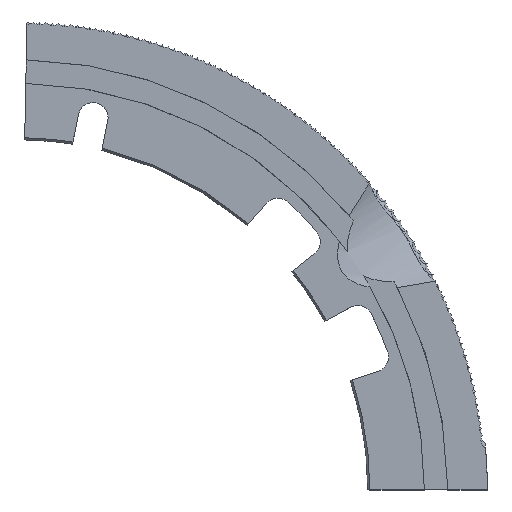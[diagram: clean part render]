
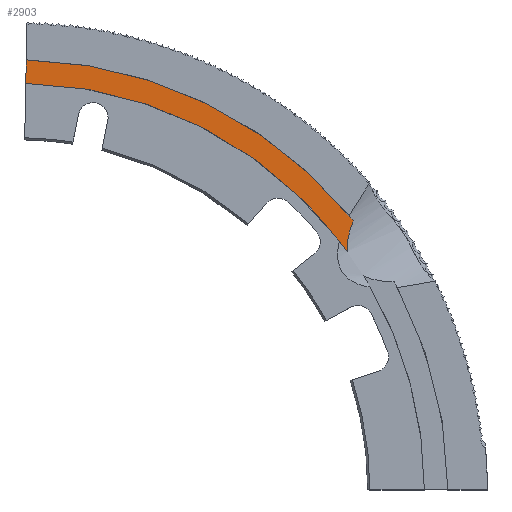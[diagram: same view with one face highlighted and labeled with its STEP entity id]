
A CAD part, top view. The second image highlights one B-rep face of the part: STEP entity #2903.
In plain terms, the highlighted planar face has unit normal (0, 0, 1).
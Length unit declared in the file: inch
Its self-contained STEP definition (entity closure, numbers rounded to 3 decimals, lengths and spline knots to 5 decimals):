
#24 = CARTESIAN_POINT ( 'NONE',  ( 4.82372, 3.48854, -0.045 ) ) ;
#58 = ORIENTED_EDGE ( 'NONE', *, *, #3359, .T. ) ;
#878 = EDGE_CURVE ( 'NONE', #6729, #3990, #2625, .T. ) ;
#943 = VERTEX_POINT ( 'NONE', #5454 ) ;
#1031 = AXIS2_PLACEMENT_3D ( 'NONE', #1128, #1097, #5825 ) ;
#1097 = DIRECTION ( 'NONE',  ( 0., 0., 1. ) ) ;
#1128 = CARTESIAN_POINT ( 'NONE',  ( 0., 0., -0.045 ) ) ;
#1182 = ORIENTED_EDGE ( 'NONE', *, *, #5821, .T. ) ;
#1848 = ORIENTED_EDGE ( 'NONE', *, *, #878, .T. ) ;
#2033 = DIRECTION ( 'NONE',  ( 1., 0., 0. ) ) ;
#2103 = DIRECTION ( 'NONE',  ( -0.02, -1., 0. ) ) ;
#2150 = EDGE_LOOP ( 'NONE', ( #1182, #58, #1848, #5240 ) ) ;
#2489 = CARTESIAN_POINT ( 'NONE',  ( 0., 0., -0.045 ) ) ;
#2625 = LINE ( 'NONE', #4766, #4324 ) ;
#2730 = AXIS2_PLACEMENT_3D ( 'NONE', #4632, #4827, #4670 ) ;
#2822 = EDGE_CURVE ( 'NONE', #3990, #5294, #3186, .T. ) ;
#2845 = AXIS2_PLACEMENT_3D ( 'NONE', #2489, #3581, #2033 ) ;
#2903 = ADVANCED_FACE ( 'NONE', ( #6830 ), #3125, .T. ) ;
#2981 = CARTESIAN_POINT ( 'NONE',  ( 0.12594, 6.29549, -0.045 ) ) ;
#3125 = PLANE ( 'NONE',  #2845 ) ;
#3186 = CIRCLE ( 'NONE', #2730, 5.953 ) ;
#3276 = CIRCLE ( 'NONE', #1031, 6.29675 ) ;
#3356 = CARTESIAN_POINT ( 'NONE',  ( 4.84304, 3.76518, -0.045 ) ) ;
#3359 = EDGE_CURVE ( 'NONE', #943, #6729, #3276, .T. ) ;
#3581 = DIRECTION ( 'NONE',  ( 0., 0., 1. ) ) ;
#3918 = CARTESIAN_POINT ( 'NONE',  ( 4.82372, 3.48854, -0.045 ) ) ;
#3990 = VERTEX_POINT ( 'NONE', #5212 ) ;
#4185 =( BOUNDED_CURVE ( )  B_SPLINE_CURVE ( 3, ( #3918, #6505, #3356, #4446 ),
 .UNSPECIFIED., .F., .F. ) 
 B_SPLINE_CURVE_WITH_KNOTS ( ( 4, 4 ),
 ( 3.28403, 3.50735 ),
 .UNSPECIFIED. ) 
 CURVE ( )  GEOMETRIC_REPRESENTATION_ITEM ( )  RATIONAL_B_SPLINE_CURVE ( ( 1., 0.996, 0.996, 1. ) ) 
 REPRESENTATION_ITEM ( '' )  );
#4324 = VECTOR ( 'NONE', #2103, 39.37008 ) ;
#4446 = CARTESIAN_POINT ( 'NONE',  ( 4.91333, 3.93805, -0.045 ) ) ;
#4632 = CARTESIAN_POINT ( 'NONE',  ( 0., 0., -0.045 ) ) ;
#4670 = DIRECTION ( 'NONE',  ( 1., 0., 0. ) ) ;
#4766 = CARTESIAN_POINT ( 'NONE',  ( 0.12594, 6.29549, -0.045 ) ) ;
#4827 = DIRECTION ( 'NONE',  ( 0., 0., -1. ) ) ;
#5212 = CARTESIAN_POINT ( 'NONE',  ( 0.11906, 5.95181, -0.045 ) ) ;
#5240 = ORIENTED_EDGE ( 'NONE', *, *, #2822, .T. ) ;
#5294 = VERTEX_POINT ( 'NONE', #24 ) ;
#5454 = CARTESIAN_POINT ( 'NONE',  ( 4.91333, 3.93805, -0.045 ) ) ;
#5821 = EDGE_CURVE ( 'NONE', #5294, #943, #4185, .T. ) ;
#5825 = DIRECTION ( 'NONE',  ( 1., 0., 0. ) ) ;
#6505 = CARTESIAN_POINT ( 'NONE',  ( 4.81305, 3.61471, -0.045 ) ) ;
#6729 = VERTEX_POINT ( 'NONE', #2981 ) ;
#6830 = FACE_OUTER_BOUND ( 'NONE', #2150, .T. ) ;
